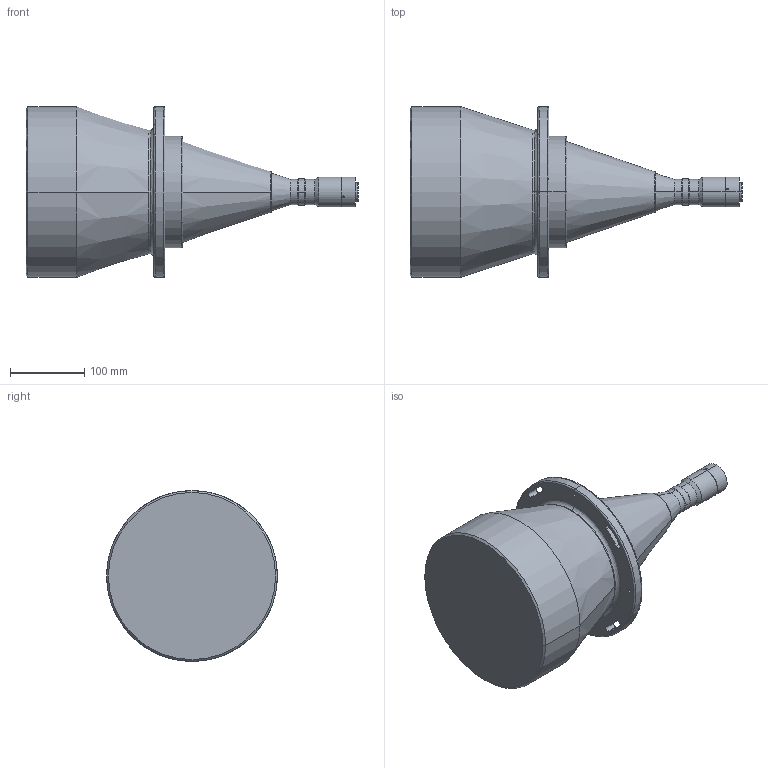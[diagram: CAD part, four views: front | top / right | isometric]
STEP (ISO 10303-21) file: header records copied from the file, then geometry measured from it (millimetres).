
FILE_DESCRIPTION (( 'STEP AP203' ), '1' );
FILE_NAME ('DTCM111-190-AL.STEP', '2019-11-14T07:19:17', ( 'Windows 蚚誧' ), ( '' ), 'SwSTEP 2.0', 'SolidWorks 2017', '' );
FILE_SCHEMA (( 'CONFIG_CONTROL_DESIGN' ));
Length unit declared in the file: millimetre
Products named in the file (1): DTCM111-190-AL
Bounding box: 446.9 x 230 x 230 mm (x, y, z)
Volume: 8067994.6 mm3; surface area: 280873.6 mm2
Topology: 1 solids, 1 shells, 97 faces, 234 edges, 143 vertices
Faces by surface type: cylinder 54, cone 22, bspline 12, plane 9
Entity records: 3691 total; most frequent: CARTESIAN_POINT 1365, DIRECTION 496, ORIENTED_EDGE 456, EDGE_CURVE 228, AXIS2_PLACEMENT_3D 210, VERTEX_POINT 143, CIRCLE 124, EDGE_LOOP 123
